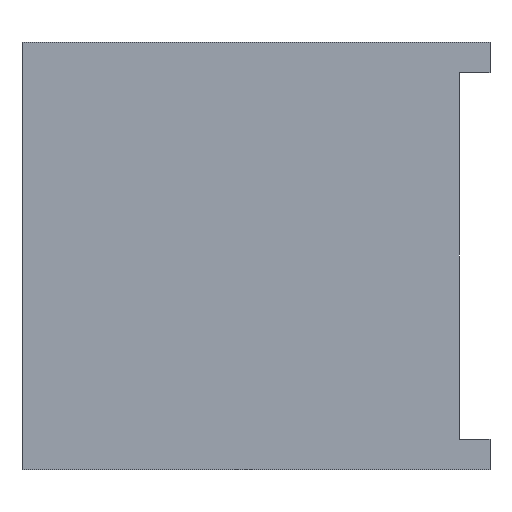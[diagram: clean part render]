
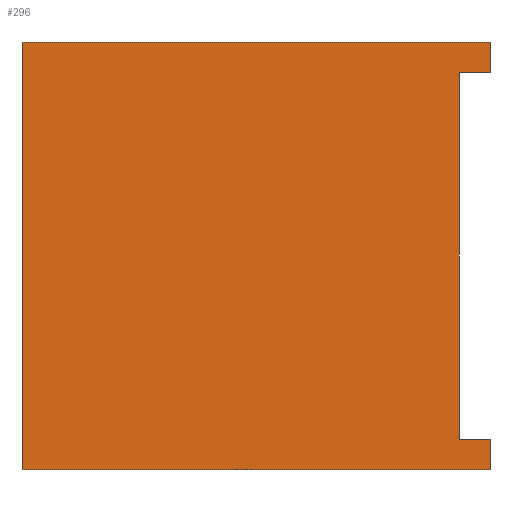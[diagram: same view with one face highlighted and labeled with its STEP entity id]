
A CAD part, left-side view. The second image highlights one B-rep face of the part: STEP entity #296.
In plain terms, the highlighted planar face has unit normal (-1, 0, 0).
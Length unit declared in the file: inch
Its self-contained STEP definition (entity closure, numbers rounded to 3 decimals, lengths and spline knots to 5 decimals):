
#32=FACE_OUTER_BOUND('',#48,.T.);
#48=EDGE_LOOP('',(#215,#216,#217,#218,#219,#220,#221,#222));
#64=LINE('',#434,#98);
#67=LINE('',#440,#101);
#68=LINE('',#443,#102);
#73=LINE('',#458,#107);
#74=LINE('',#459,#108);
#75=LINE('',#461,#109);
#76=LINE('',#463,#110);
#77=LINE('',#464,#111);
#98=VECTOR('',#352,0.3937);
#101=VECTOR('',#357,0.3937);
#102=VECTOR('',#360,0.3937);
#107=VECTOR('',#371,0.3937);
#108=VECTOR('',#372,0.3937);
#109=VECTOR('',#373,0.3937);
#110=VECTOR('',#374,0.3937);
#111=VECTOR('',#375,0.3937);
#130=VERTEX_POINT('',#428);
#132=VERTEX_POINT('',#432);
#133=VERTEX_POINT('',#436);
#135=VERTEX_POINT('',#442);
#141=VERTEX_POINT('',#456);
#142=VERTEX_POINT('',#457);
#143=VERTEX_POINT('',#460);
#144=VERTEX_POINT('',#462);
#160=EDGE_CURVE('',#132,#130,#64,.T.);
#163=EDGE_CURVE('',#130,#133,#67,.T.);
#164=EDGE_CURVE('',#133,#135,#68,.T.);
#171=EDGE_CURVE('',#141,#142,#73,.T.);
#172=EDGE_CURVE('',#135,#141,#74,.T.);
#173=EDGE_CURVE('',#143,#132,#75,.T.);
#174=EDGE_CURVE('',#144,#143,#76,.T.);
#175=EDGE_CURVE('',#142,#144,#77,.T.);
#215=ORIENTED_EDGE('',*,*,#171,.F.);
#216=ORIENTED_EDGE('',*,*,#172,.F.);
#217=ORIENTED_EDGE('',*,*,#164,.F.);
#218=ORIENTED_EDGE('',*,*,#163,.F.);
#219=ORIENTED_EDGE('',*,*,#160,.F.);
#220=ORIENTED_EDGE('',*,*,#173,.F.);
#221=ORIENTED_EDGE('',*,*,#174,.F.);
#222=ORIENTED_EDGE('',*,*,#175,.F.);
#286=PLANE('',#328);
#296=ADVANCED_FACE('',(#32),#286,.F.);
#328=AXIS2_PLACEMENT_3D('',#455,#369,#370);
#352=DIRECTION('',(0.,-1.,0.));
#357=DIRECTION('',(0.,0.,-1.));
#360=DIRECTION('',(0.,1.,0.));
#369=DIRECTION('center_axis',(1.,0.,0.));
#370=DIRECTION('ref_axis',(0.,0.,-1.));
#371=DIRECTION('',(0.,-1.,0.));
#372=DIRECTION('',(0.,0.,1.));
#373=DIRECTION('',(0.,0.,-1.));
#374=DIRECTION('',(0.,1.,0.));
#375=DIRECTION('',(0.,0.,-1.));
#428=CARTESIAN_POINT('',(18.25,0.,92.8125));
#432=CARTESIAN_POINT('',(18.25,0.375,92.8125));
#434=CARTESIAN_POINT('',(18.25,0.79688,92.8125));
#436=CARTESIAN_POINT('',(18.25,0.,92.4375));
#440=CARTESIAN_POINT('',(18.25,0.,93.75));
#442=CARTESIAN_POINT('',(18.25,5.75,92.4375));
#443=CARTESIAN_POINT('',(18.25,0.,92.4375));
#455=CARTESIAN_POINT('Origin',(18.25,0.,118.875));
#456=CARTESIAN_POINT('',(18.25,5.75,97.6875));
#457=CARTESIAN_POINT('',(18.25,0.,97.6875));
#458=CARTESIAN_POINT('',(18.25,0.79688,97.6875));
#459=CARTESIAN_POINT('',(18.25,5.75,59.4375));
#460=CARTESIAN_POINT('',(18.25,0.375,97.3125));
#461=CARTESIAN_POINT('',(18.25,0.375,93.9375));
#462=CARTESIAN_POINT('',(18.25,0.,97.3125));
#463=CARTESIAN_POINT('',(18.25,0.98438,97.3125));
#464=CARTESIAN_POINT('',(18.25,0.,96.1875));
